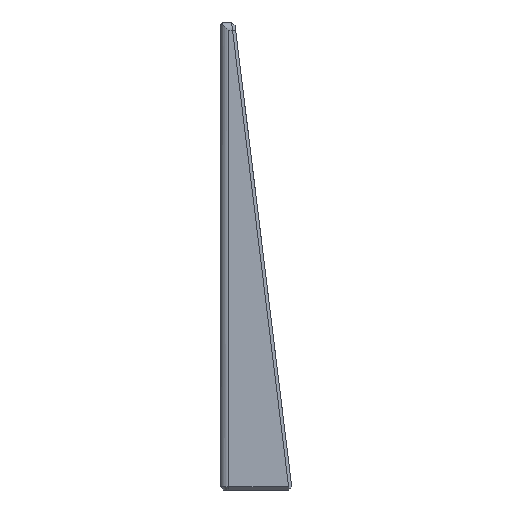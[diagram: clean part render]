
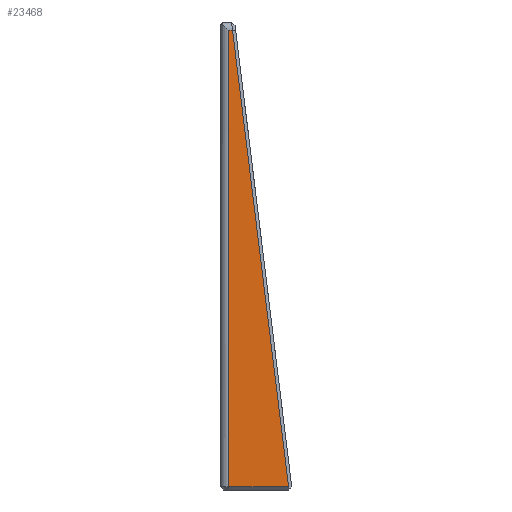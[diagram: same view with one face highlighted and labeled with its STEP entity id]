
A CAD part, left-side view. The second image highlights one B-rep face of the part: STEP entity #23468.
In plain terms, the highlighted planar face has unit normal (-1, 0, 0).
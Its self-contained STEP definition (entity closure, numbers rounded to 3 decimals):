
#1861=B_SPLINE_CURVE_WITH_KNOTS('',3,(#44252,#44253,#44254,#44255),
 .UNSPECIFIED.,.F.,.F.,(4,4),(1.525,1.571),
 .UNSPECIFIED.);
#2465=PLANE('',#24760);
#3687=FACE_OUTER_BOUND('',#5043,.T.);
#5043=EDGE_LOOP('',(#21846,#21847,#21848,#21849,#21850));
#7270=LINE('',#43665,#9368);
#7325=LINE('',#44178,#9423);
#7330=LINE('',#44190,#9428);
#7335=LINE('',#44277,#9433);
#9368=VECTOR('',#29147,10.);
#9423=VECTOR('',#29250,10.);
#9428=VECTOR('',#29267,10.);
#9433=VECTOR('',#29276,10.);
#11701=VERTEX_POINT('',#43662);
#11702=VERTEX_POINT('',#43664);
#11751=VERTEX_POINT('',#44175);
#11752=VERTEX_POINT('',#44177);
#11753=VERTEX_POINT('',#44188);
#15059=EDGE_CURVE('',#11701,#11702,#7270,.T.);
#15140=EDGE_CURVE('',#11751,#11752,#7325,.T.);
#15147=EDGE_CURVE('',#11753,#11751,#7330,.T.);
#15152=EDGE_CURVE('',#11702,#11753,#1861,.T.);
#15154=EDGE_CURVE('',#11752,#11701,#7335,.T.);
#21846=ORIENTED_EDGE('',*,*,#15140,.F.);
#21847=ORIENTED_EDGE('',*,*,#15147,.F.);
#21848=ORIENTED_EDGE('',*,*,#15152,.F.);
#21849=ORIENTED_EDGE('',*,*,#15059,.F.);
#21850=ORIENTED_EDGE('',*,*,#15154,.F.);
#23468=ADVANCED_FACE('',(#3687),#2465,.T.);
#24760=AXIS2_PLACEMENT_3D('',#44276,#29274,#29275);
#29147=DIRECTION('',(0.,-1.,0.));
#29250=DIRECTION('',(0.,1.,0.));
#29267=DIRECTION('',(0.,-0.122,-0.993));
#29274=DIRECTION('center_axis',(-1.,0.,0.));
#29275=DIRECTION('ref_axis',(0.,0.,-1.));
#29276=DIRECTION('',(0.,0.,1.));
#43662=CARTESIAN_POINT('',(-4.275,-9.5,100.025));
#43664=CARTESIAN_POINT('',(-4.275,-10.435,100.025));
#43665=CARTESIAN_POINT('',(-4.275,-7.5,100.025));
#44175=CARTESIAN_POINT('',(-4.275,-23.901,-9.65));
#44177=CARTESIAN_POINT('',(-4.275,-9.5,-9.65));
#44178=CARTESIAN_POINT('',(-4.275,-7.5,-9.65));
#44188=CARTESIAN_POINT('',(-4.275,-10.446,99.934));
#44190=CARTESIAN_POINT('',(-4.275,-9.953,103.954));
#44252=CARTESIAN_POINT('Ctrl Pts',(-4.275,-10.435,
100.025));
#44253=CARTESIAN_POINT('Ctrl Pts',(-4.275,-10.439,
99.994));
#44254=CARTESIAN_POINT('Ctrl Pts',(-4.275,-10.443,
99.964));
#44255=CARTESIAN_POINT('Ctrl Pts',(-4.275,-10.446,
99.934));
#44276=CARTESIAN_POINT('Origin',(-4.275,-7.5,102.025));
#44277=CARTESIAN_POINT('',(-4.275,-9.5,73.919));
